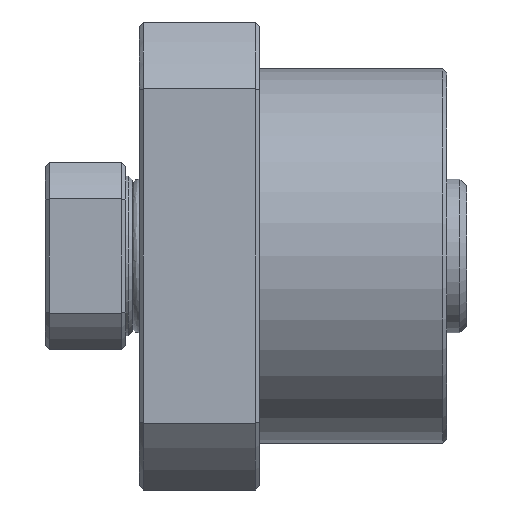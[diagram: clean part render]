
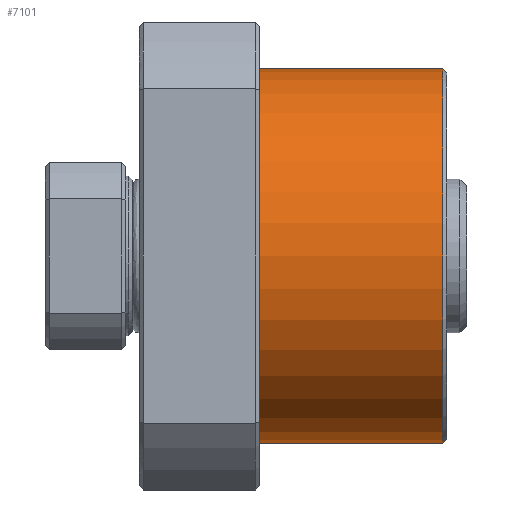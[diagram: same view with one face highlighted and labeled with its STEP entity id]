
A CAD part, front view. The second image highlights one B-rep face of the part: STEP entity #7101.
In plain terms, the highlighted cylindrical face has radius 14 mm (diameter 28 mm), a full revolution.
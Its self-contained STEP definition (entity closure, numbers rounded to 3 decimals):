
#1253 = DIRECTION ( 'NONE',  ( 0., 0., 1. ) ) ;
#1261 = CARTESIAN_POINT ( 'NONE',  ( -94.469, 0., 0. ) ) ;
#1262 = DIRECTION ( 'NONE',  ( -1., 0., 0. ) ) ;
#1591 = EDGE_LOOP ( 'NONE', ( #1940 ) ) ;
#1600 = EDGE_LOOP ( 'NONE', ( #1941 ) ) ;
#1940 = ORIENTED_EDGE ( 'NONE', *, *, #6930, .T. ) ;
#1941 = ORIENTED_EDGE ( 'NONE', *, *, #6927, .T. ) ;
#2305 = CARTESIAN_POINT ( 'NONE',  ( 22.7, 0., 0. ) ) ;
#2306 = DIRECTION ( 'NONE',  ( -1., 0., 0. ) ) ;
#2307 = DIRECTION ( 'NONE',  ( 0., 0., 1. ) ) ;
#2308 = CARTESIAN_POINT ( 'NONE',  ( 9., 0., 0. ) ) ;
#2315 = DIRECTION ( 'NONE',  ( 1., 0., 0. ) ) ;
#2316 = DIRECTION ( 'NONE',  ( 0., 0., 1. ) ) ;
#2586 = AXIS2_PLACEMENT_3D ( 'NONE', #1261, #1262, #1253 ) ;
#6499 = VERTEX_POINT ( 'NONE', #6500 ) ;
#6500 = CARTESIAN_POINT ( 'NONE',  ( 22.7, 0., 14. ) ) ;
#6505 = VERTEX_POINT ( 'NONE', #6506 ) ;
#6506 = CARTESIAN_POINT ( 'NONE',  ( 9., 0., 14. ) ) ;
#6927 = EDGE_CURVE ( 'NONE', #6499, #6499, #8341, .T. ) ;
#6930 = EDGE_CURVE ( 'NONE', #6505, #6505, #8344, .T. ) ;
#7101 = ADVANCED_FACE ( 'NONE', ( #8552, #8546 ), #8551, .T. ) ;
#7366 = AXIS2_PLACEMENT_3D ( 'NONE', #2305, #2306, #2307 ) ;
#7368 = AXIS2_PLACEMENT_3D ( 'NONE', #2308, #2315, #2316 ) ;
#8341 = CIRCLE ( 'NONE', #7366, 14. ) ;
#8344 = CIRCLE ( 'NONE', #7368, 14. ) ;
#8546 = FACE_OUTER_BOUND ( 'NONE', #1600, .T. ) ;
#8551 = CYLINDRICAL_SURFACE ( 'NONE', #2586, 14. ) ;
#8552 = FACE_OUTER_BOUND ( 'NONE', #1591, .T. ) ;
